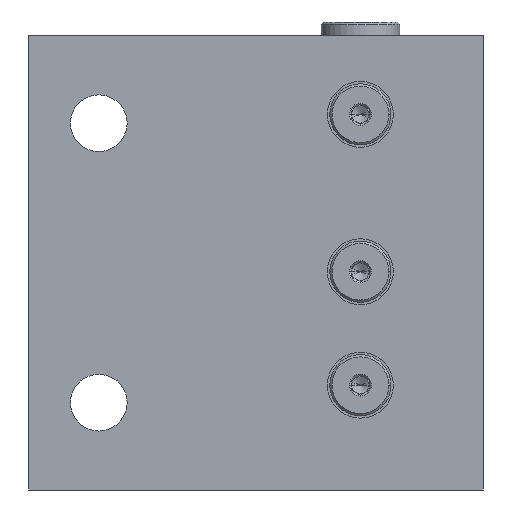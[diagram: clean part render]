
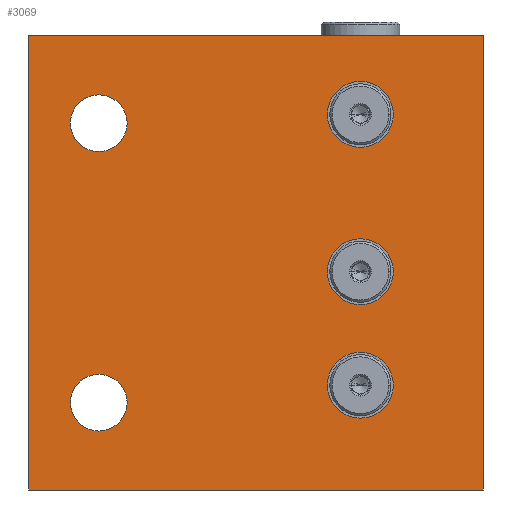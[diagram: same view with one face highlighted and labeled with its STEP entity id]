
A CAD part, front view. The second image highlights one B-rep face of the part: STEP entity #3069.
In plain terms, the highlighted planar face has unit normal (0, -1, 0).
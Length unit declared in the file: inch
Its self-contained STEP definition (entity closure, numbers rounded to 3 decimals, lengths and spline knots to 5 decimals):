
#5=DIRECTION('',(1.,0.,0.));
#6=VECTOR('',#5,3.25);
#7=CARTESIAN_POINT('',(0.,-1.5,0.));
#8=LINE('',#7,#6);
#65=DIRECTION('',(0.,0.,1.));
#66=VECTOR('',#65,3.25);
#67=CARTESIAN_POINT('',(3.25,-1.5,0.));
#68=LINE('',#67,#66);
#89=DIRECTION('',(0.,0.,1.));
#90=VECTOR('',#89,3.25);
#91=CARTESIAN_POINT('',(0.,-1.5,0.));
#92=LINE('',#91,#90);
#93=CARTESIAN_POINT('',(0.5,-1.5,0.625));
#94=DIRECTION('',(0.,1.,0.));
#95=DIRECTION('',(0.,0.,-1.));
#96=AXIS2_PLACEMENT_3D('',#93,#94,#95);
#98=CARTESIAN_POINT('',(0.5,-1.5,0.625));
#99=DIRECTION('',(0.,1.,0.));
#100=DIRECTION('',(0.,0.,1.));
#101=AXIS2_PLACEMENT_3D('',#98,#99,#100);
#103=CARTESIAN_POINT('',(0.5,-1.5,2.625));
#104=DIRECTION('',(0.,1.,0.));
#105=DIRECTION('',(0.,0.,-1.));
#106=AXIS2_PLACEMENT_3D('',#103,#104,#105);
#108=CARTESIAN_POINT('',(0.5,-1.5,2.625));
#109=DIRECTION('',(0.,1.,0.));
#110=DIRECTION('',(0.,0.,1.));
#111=AXIS2_PLACEMENT_3D('',#108,#109,#110);
#113=CARTESIAN_POINT('',(2.372,-1.5,0.75));
#114=DIRECTION('',(0.,1.,0.));
#115=DIRECTION('',(0.,0.,-1.));
#116=AXIS2_PLACEMENT_3D('',#113,#114,#115);
#118=CARTESIAN_POINT('',(2.372,-1.5,0.75));
#119=DIRECTION('',(0.,1.,0.));
#120=DIRECTION('',(0.,0.,1.));
#121=AXIS2_PLACEMENT_3D('',#118,#119,#120);
#123=CARTESIAN_POINT('',(2.372,-1.5,1.562));
#124=DIRECTION('',(0.,1.,0.));
#125=DIRECTION('',(0.,0.,-1.));
#126=AXIS2_PLACEMENT_3D('',#123,#124,#125);
#128=CARTESIAN_POINT('',(2.372,-1.5,1.562));
#129=DIRECTION('',(0.,1.,0.));
#130=DIRECTION('',(0.,0.,1.));
#131=AXIS2_PLACEMENT_3D('',#128,#129,#130);
#133=CARTESIAN_POINT('',(2.372,-1.5,2.688));
#134=DIRECTION('',(0.,1.,0.));
#135=DIRECTION('',(0.,0.,-1.));
#136=AXIS2_PLACEMENT_3D('',#133,#134,#135);
#138=CARTESIAN_POINT('',(2.372,-1.5,2.688));
#139=DIRECTION('',(0.,1.,0.));
#140=DIRECTION('',(0.,0.,1.));
#141=AXIS2_PLACEMENT_3D('',#138,#139,#140);
#155=DIRECTION('',(1.,0.,0.));
#156=VECTOR('',#155,3.25);
#157=CARTESIAN_POINT('',(0.,-1.5,3.25));
#158=LINE('',#157,#156);
#2567=CARTESIAN_POINT('',(0.,-1.5,0.));
#2569=VERTEX_POINT('',#2567);
#2570=CARTESIAN_POINT('',(3.25,-1.5,0.));
#2571=VERTEX_POINT('',#2570);
#2575=CARTESIAN_POINT('',(0.,-1.5,3.25));
#2577=VERTEX_POINT('',#2575);
#2578=CARTESIAN_POINT('',(3.25,-1.5,3.25));
#2579=VERTEX_POINT('',#2578);
#2700=CARTESIAN_POINT('',(0.5,-1.5,0.422));
#2701=CARTESIAN_POINT('',(0.5,-1.5,0.828));
#2702=VERTEX_POINT('',#2700);
#2703=VERTEX_POINT('',#2701);
#2708=CARTESIAN_POINT('',(0.5,-1.5,2.422));
#2709=CARTESIAN_POINT('',(0.5,-1.5,2.828));
#2710=VERTEX_POINT('',#2708);
#2711=VERTEX_POINT('',#2709);
#2736=CARTESIAN_POINT('',(2.372,-1.5,0.514));
#2737=CARTESIAN_POINT('',(2.372,-1.5,0.986));
#2738=VERTEX_POINT('',#2736);
#2739=VERTEX_POINT('',#2737);
#2778=CARTESIAN_POINT('',(2.372,-1.5,1.326));
#2779=CARTESIAN_POINT('',(2.372,-1.5,1.798));
#2780=VERTEX_POINT('',#2778);
#2781=VERTEX_POINT('',#2779);
#2808=CARTESIAN_POINT('',(2.372,-1.5,2.452));
#2809=CARTESIAN_POINT('',(2.372,-1.5,2.924));
#2810=VERTEX_POINT('',#2808);
#2811=VERTEX_POINT('',#2809);
#3027=CARTESIAN_POINT('',(0.,-1.5,0.));
#3028=DIRECTION('',(0.,-1.,0.));
#3029=DIRECTION('',(1.,0.,0.));
#3030=AXIS2_PLACEMENT_3D('',#3027,#3028,#3029);
#3031=PLANE('',#3030);
#3032=ORIENTED_EDGE('',*,*,#2939,.F.);
#3033=ORIENTED_EDGE('',*,*,#2964,.T.);
#3035=ORIENTED_EDGE('',*,*,#3034,.T.);
#3036=ORIENTED_EDGE('',*,*,#3007,.F.);
#3037=EDGE_LOOP('',(#3032,#3033,#3035,#3036));
#3038=FACE_OUTER_BOUND('',#3037,.F.);
#3040=ORIENTED_EDGE('',*,*,#3039,.F.);
#3042=ORIENTED_EDGE('',*,*,#3041,.F.);
#3043=EDGE_LOOP('',(#3040,#3042));
#3044=FACE_BOUND('',#3043,.F.);
#3046=ORIENTED_EDGE('',*,*,#3045,.F.);
#3048=ORIENTED_EDGE('',*,*,#3047,.F.);
#3049=EDGE_LOOP('',(#3046,#3048));
#3050=FACE_BOUND('',#3049,.F.);
#3052=ORIENTED_EDGE('',*,*,#3051,.F.);
#3054=ORIENTED_EDGE('',*,*,#3053,.F.);
#3055=EDGE_LOOP('',(#3052,#3054));
#3056=FACE_BOUND('',#3055,.F.);
#3058=ORIENTED_EDGE('',*,*,#3057,.F.);
#3060=ORIENTED_EDGE('',*,*,#3059,.F.);
#3061=EDGE_LOOP('',(#3058,#3060));
#3062=FACE_BOUND('',#3061,.F.);
#3064=ORIENTED_EDGE('',*,*,#3063,.F.);
#3066=ORIENTED_EDGE('',*,*,#3065,.F.);
#3067=EDGE_LOOP('',(#3064,#3066));
#3068=FACE_BOUND('',#3067,.F.);
#3069=ADVANCED_FACE('',(#3038,#3044,#3050,#3056,#3062,#3068),#3031,.T.);
#97=CIRCLE('',#96,0.203);
#102=CIRCLE('',#101,0.203);
#107=CIRCLE('',#106,0.203);
#112=CIRCLE('',#111,0.203);
#117=CIRCLE('',#116,0.236);
#122=CIRCLE('',#121,0.236);
#127=CIRCLE('',#126,0.236);
#132=CIRCLE('',#131,0.236);
#137=CIRCLE('',#136,0.236);
#142=CIRCLE('',#141,0.236);
#2939=EDGE_CURVE('',#2569,#2571,#8,.T.);
#2964=EDGE_CURVE('',#2569,#2577,#92,.T.);
#3007=EDGE_CURVE('',#2571,#2579,#68,.T.);
#3034=EDGE_CURVE('',#2577,#2579,#158,.T.);
#3039=EDGE_CURVE('',#2702,#2703,#97,.T.);
#3041=EDGE_CURVE('',#2703,#2702,#102,.T.);
#3045=EDGE_CURVE('',#2710,#2711,#107,.T.);
#3047=EDGE_CURVE('',#2711,#2710,#112,.T.);
#3051=EDGE_CURVE('',#2738,#2739,#117,.T.);
#3053=EDGE_CURVE('',#2739,#2738,#122,.T.);
#3057=EDGE_CURVE('',#2780,#2781,#127,.T.);
#3059=EDGE_CURVE('',#2781,#2780,#132,.T.);
#3063=EDGE_CURVE('',#2810,#2811,#137,.T.);
#3065=EDGE_CURVE('',#2811,#2810,#142,.T.);
